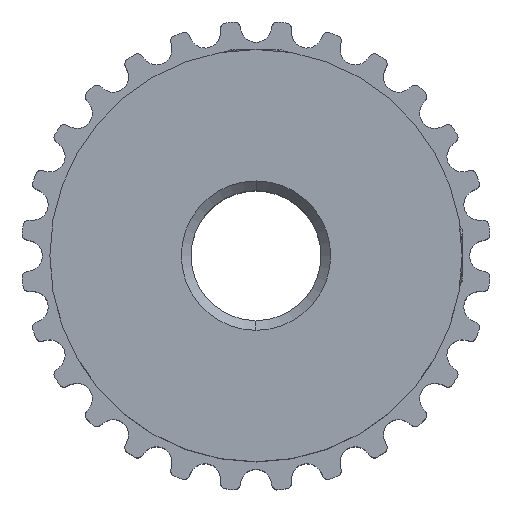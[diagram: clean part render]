
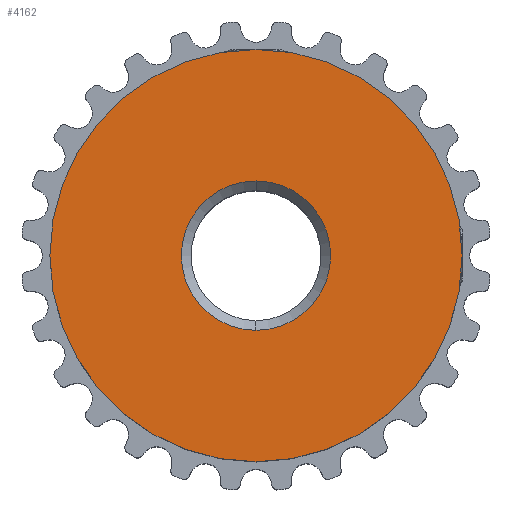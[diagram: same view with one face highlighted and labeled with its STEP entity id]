
A CAD part, top view. The second image highlights one B-rep face of the part: STEP entity #4162.
In plain terms, the highlighted planar face has unit normal (0, 0, 1).
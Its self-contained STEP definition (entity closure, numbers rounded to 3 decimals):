
#115=CARTESIAN_POINT('',(0.,0.,12.7));
#116=DIRECTION('',(0.,0.,1.));
#117=DIRECTION('',(0.,1.,0.));
#118=AXIS2_PLACEMENT_3D('',#115,#116,#117);
#120=CARTESIAN_POINT('',(0.,0.,12.7));
#121=DIRECTION('',(0.,0.,-1.));
#122=DIRECTION('',(0.,1.,0.));
#123=AXIS2_PLACEMENT_3D('',#120,#121,#122);
#134=CARTESIAN_POINT('',(0.,0.,12.7));
#135=DIRECTION('',(0.,0.,-1.));
#136=DIRECTION('',(0.,1.,0.));
#137=AXIS2_PLACEMENT_3D('',#134,#135,#136);
#2087=CARTESIAN_POINT('',(0.,0.,12.7));
#2088=DIRECTION('',(0.,0.,1.));
#2089=DIRECTION('',(0.,1.,0.));
#2090=AXIS2_PLACEMENT_3D('',#2087,#2088,#2089);
#3337=CARTESIAN_POINT('',(0.,19.05,12.7));
#3338=CARTESIAN_POINT('',(0.,-19.05,12.7));
#3339=VERTEX_POINT('',#3337);
#3340=VERTEX_POINT('',#3338);
#3505=CARTESIAN_POINT('',(0.,6.9,12.7));
#3506=CARTESIAN_POINT('',(0.,-6.9,12.7));
#3507=VERTEX_POINT('',#3505);
#3508=VERTEX_POINT('',#3506);
#4145=CARTESIAN_POINT('',(0.,0.,12.7));
#4146=DIRECTION('',(0.,0.,-1.));
#4147=DIRECTION('',(0.,-1.,0.));
#4148=AXIS2_PLACEMENT_3D('',#4145,#4146,#4147);
#4149=PLANE('',#4148);
#4151=ORIENTED_EDGE('',*,*,#4150,.F.);
#4153=ORIENTED_EDGE('',*,*,#4152,.T.);
#4154=EDGE_LOOP('',(#4151,#4153));
#4155=FACE_OUTER_BOUND('',#4154,.F.);
#4157=ORIENTED_EDGE('',*,*,#4156,.F.);
#4159=ORIENTED_EDGE('',*,*,#4158,.T.);
#4160=EDGE_LOOP('',(#4157,#4159));
#4161=FACE_BOUND('',#4160,.F.);
#119=CIRCLE('',#118,19.05);
#124=CIRCLE('',#123,19.05);
#138=CIRCLE('',#137,6.9);
#2091=CIRCLE('',#2090,6.9);
#4150=EDGE_CURVE('',#3339,#3340,#119,.T.);
#4152=EDGE_CURVE('',#3339,#3340,#124,.T.);
#4156=EDGE_CURVE('',#3507,#3508,#138,.T.);
#4158=EDGE_CURVE('',#3507,#3508,#2091,.T.);
#4162=ADVANCED_FACE('',(#4155,#4161),#4149,.F.);
